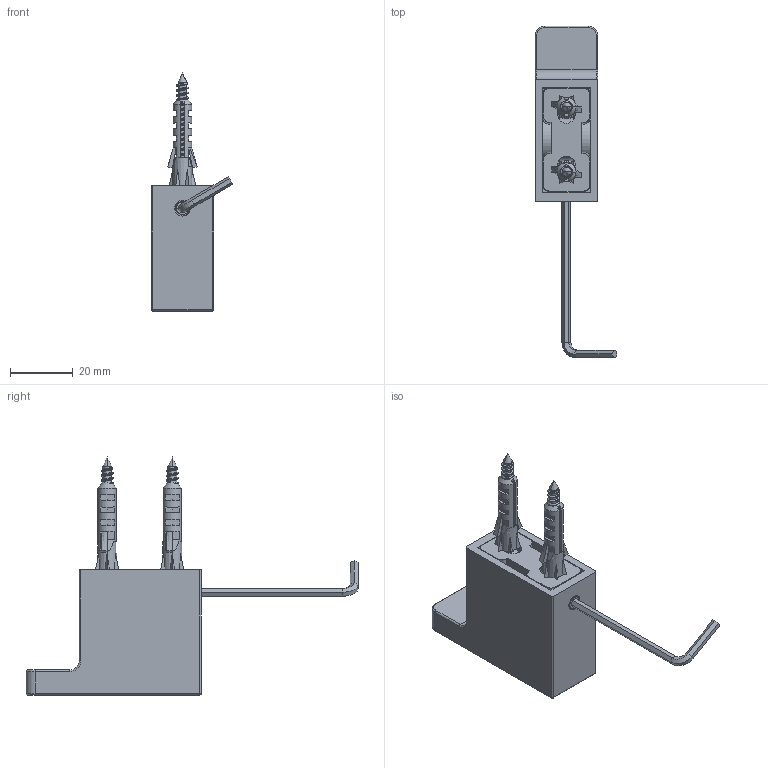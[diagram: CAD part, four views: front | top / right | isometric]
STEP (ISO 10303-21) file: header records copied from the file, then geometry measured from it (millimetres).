
FILE_DESCRIPTION((''),'2;1');
FILE_NAME('BL-94609-IBG_ASM','2024-03-13T',('Administrator'),(''),'PRO/ENGINEER BY PARAMETRIC TECHNOLOGY CORPORATION, 2015240','PRO/ENGINEER BY PARAMETRIC TECHNOLOGY CORPORATION, 2015240','');
FILE_SCHEMA(('CONFIG_CONTROL_DESIGN'));
Length unit declared in the file: millimetre
Products named in the file (8): 94609-01; MZB0218WZP; BLC0052WXX; AGC0199_ASM; SCT0016WGR; BLC0022WXX; BLC0025WXX; BL-94609-IBG_ASM
Assembly tree (9 placements, depth 3):
  BL-94609-IBG_ASM
    AGC0199_ASM
      94609-01
      MZB0218WZP
      BLC0052WXX
    SCT0016WGR  x2
    BLC0022WXX  x2
    BLC0025WXX
Bounding box: 26.09 x 106 x 76 mm (x, y, z)
Volume: 23803.2 mm3; surface area: 17836.9 mm2
Topology: 8 solids, 11 shells, 470 faces, 1220 edges, 774 vertices
Faces by surface type: plane 182, cylinder 170, bspline 70, cone 32, torus 14, sphere 2
Entity records: 15208 total; most frequent: CARTESIAN_POINT 8142, ORIENTED_EDGE 1512, DIRECTION 1289, EDGE_CURVE 760, VERTEX_POINT 484, AXIS2_PLACEMENT_3D 432, VECTOR 425, LINE 425
